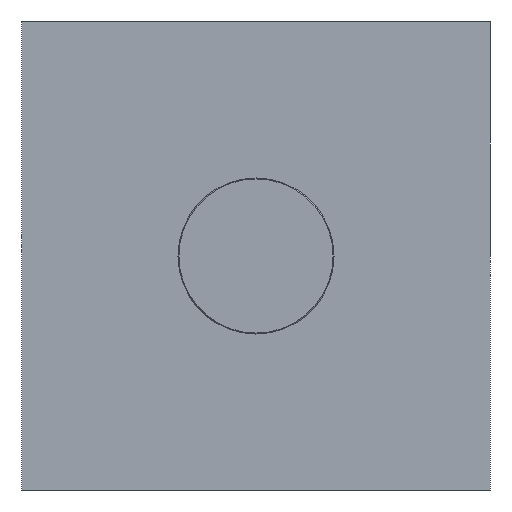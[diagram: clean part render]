
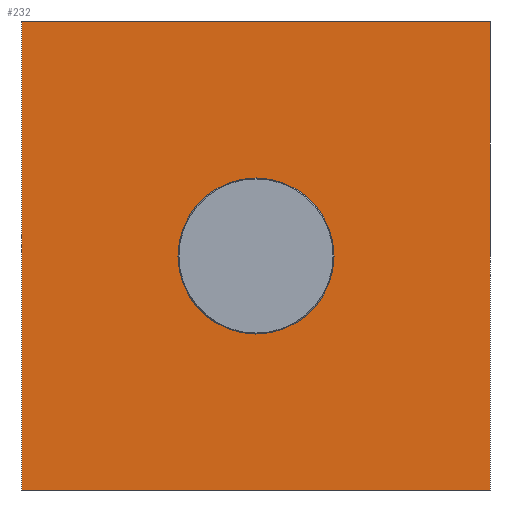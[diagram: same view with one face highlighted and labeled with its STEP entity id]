
A CAD part, front view. The second image highlights one B-rep face of the part: STEP entity #232.
In plain terms, the highlighted planar face has unit normal (0, -1, 0).
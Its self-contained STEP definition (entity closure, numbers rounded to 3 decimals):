
#39 = DIRECTION ( 'NONE',  ( 0., -1., 0. ) ) ;
#137 = CIRCLE ( 'NONE', #2150, 3.3 ) ;
#216 = CARTESIAN_POINT ( 'NONE',  ( 9.568, 34.103, -15. ) ) ;
#232 = ADVANCED_FACE ( 'NONE', ( #1563, #1579 ), #915, .F. ) ;
#271 = CARTESIAN_POINT ( 'NONE',  ( -8.732, 34.103, 0. ) ) ;
#345 = AXIS2_PLACEMENT_3D ( 'NONE', #1790, #2901, #640 ) ;
#346 = CARTESIAN_POINT ( 'NONE',  ( -2.132, 34.103, 0. ) ) ;
#356 = EDGE_CURVE ( 'NONE', #581, #1416, #2001, .T. ) ;
#452 = LINE ( 'NONE', #2082, #1139 ) ;
#467 = DIRECTION ( 'NONE',  ( 1., 0., 0. ) ) ;
#470 = EDGE_LOOP ( 'NONE', ( #1120, #2496, #649, #2116 ) ) ;
#581 = VERTEX_POINT ( 'NONE', #346 ) ;
#640 = DIRECTION ( 'NONE',  ( 0., 0., 1. ) ) ;
#649 = ORIENTED_EDGE ( 'NONE', *, *, #2334, .F. ) ;
#915 = PLANE ( 'NONE',  #345 ) ;
#937 = DIRECTION ( 'NONE',  ( 0., 0., 1. ) ) ;
#941 = CARTESIAN_POINT ( 'NONE',  ( 9.568, 34.103, 15. ) ) ;
#985 = EDGE_CURVE ( 'NONE', #1800, #1163, #1060, .T. ) ;
#1060 = LINE ( 'NONE', #2836, #1802 ) ;
#1067 = LINE ( 'NONE', #1728, #2570 ) ;
#1089 = VERTEX_POINT ( 'NONE', #1306 ) ;
#1105 = CARTESIAN_POINT ( 'NONE',  ( 9.568, 34.103, -15. ) ) ;
#1120 = ORIENTED_EDGE ( 'NONE', *, *, #985, .T. ) ;
#1139 = VECTOR ( 'NONE', #2071, 1000. ) ;
#1163 = VERTEX_POINT ( 'NONE', #1291 ) ;
#1217 = DIRECTION ( 'NONE',  ( -1., 0., 0. ) ) ;
#1291 = CARTESIAN_POINT ( 'NONE',  ( -20.432, 34.103, 15. ) ) ;
#1306 = CARTESIAN_POINT ( 'NONE',  ( -20.432, 34.103, -15. ) ) ;
#1347 = EDGE_CURVE ( 'NONE', #1416, #581, #137, .T. ) ;
#1416 = VERTEX_POINT ( 'NONE', #271 ) ;
#1557 = EDGE_LOOP ( 'NONE', ( #2899, #1622 ) ) ;
#1563 = FACE_BOUND ( 'NONE', #1557, .T. ) ;
#1579 = FACE_OUTER_BOUND ( 'NONE', #470, .T. ) ;
#1604 = DIRECTION ( 'NONE',  ( 1., 0., 0. ) ) ;
#1622 = ORIENTED_EDGE ( 'NONE', *, *, #1347, .F. ) ;
#1728 = CARTESIAN_POINT ( 'NONE',  ( -5.432, 34.103, -15. ) ) ;
#1790 = CARTESIAN_POINT ( 'NONE',  ( -5.432, 34.103, -15. ) ) ;
#1800 = VERTEX_POINT ( 'NONE', #941 ) ;
#1802 = VECTOR ( 'NONE', #1217, 1000. ) ;
#1844 = CARTESIAN_POINT ( 'NONE',  ( -5.432, 34.103, 0. ) ) ;
#1969 = DIRECTION ( 'NONE',  ( -1., 0., 0. ) ) ;
#2001 = CIRCLE ( 'NONE', #2667, 3.3 ) ;
#2071 = DIRECTION ( 'NONE',  ( 0., 0., 1. ) ) ;
#2082 = CARTESIAN_POINT ( 'NONE',  ( -20.432, 34.103, -15. ) ) ;
#2099 = CARTESIAN_POINT ( 'NONE',  ( -5.432, 34.103, 0. ) ) ;
#2116 = ORIENTED_EDGE ( 'NONE', *, *, #2826, .T. ) ;
#2150 = AXIS2_PLACEMENT_3D ( 'NONE', #2099, #2265, #467 ) ;
#2265 = DIRECTION ( 'NONE',  ( 0., -1., 0. ) ) ;
#2267 = LINE ( 'NONE', #216, #2813 ) ;
#2334 = EDGE_CURVE ( 'NONE', #2883, #1089, #1067, .T. ) ;
#2421 = EDGE_CURVE ( 'NONE', #1089, #1163, #452, .T. ) ;
#2496 = ORIENTED_EDGE ( 'NONE', *, *, #2421, .F. ) ;
#2570 = VECTOR ( 'NONE', #1969, 1000. ) ;
#2667 = AXIS2_PLACEMENT_3D ( 'NONE', #1844, #39, #1604 ) ;
#2813 = VECTOR ( 'NONE', #937, 1000. ) ;
#2826 = EDGE_CURVE ( 'NONE', #2883, #1800, #2267, .T. ) ;
#2836 = CARTESIAN_POINT ( 'NONE',  ( -5.432, 34.103, 15. ) ) ;
#2883 = VERTEX_POINT ( 'NONE', #1105 ) ;
#2899 = ORIENTED_EDGE ( 'NONE', *, *, #356, .F. ) ;
#2901 = DIRECTION ( 'NONE',  ( 0., 1., 0. ) ) ;
